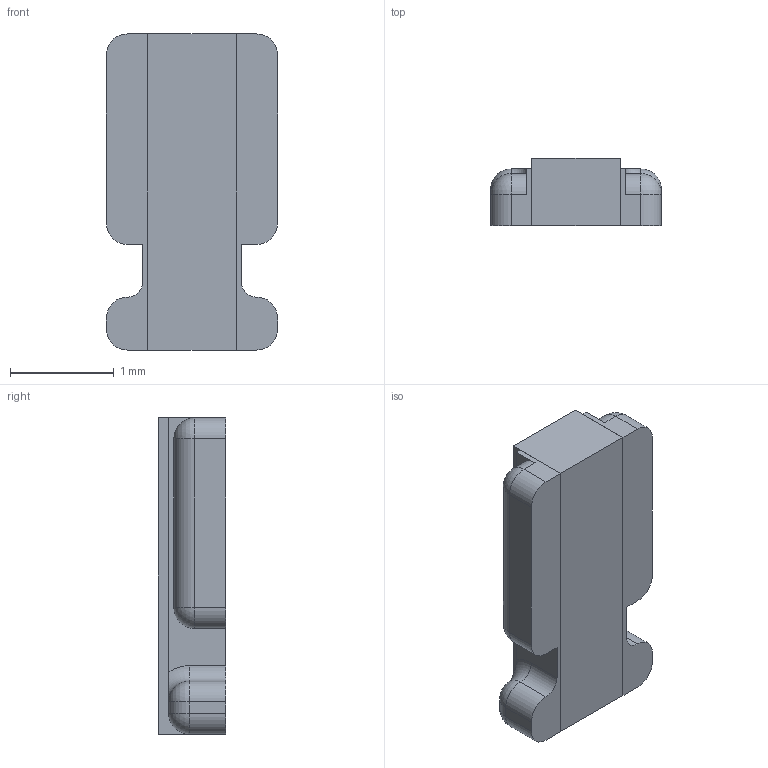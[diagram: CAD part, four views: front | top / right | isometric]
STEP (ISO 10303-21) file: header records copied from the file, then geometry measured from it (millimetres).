
FILE_DESCRIPTION (( 'STEP AP214' ), '1' );
FILE_NAME ('cst0612.STEP', '2020-08-24T20:30:32', ( '' ), ( '' ), 'SwSTEP 2.0', 'SolidWorks 2019', '' );
FILE_SCHEMA (( 'AUTOMOTIVE_DESIGN' ));
Length unit declared in the file: millimetre
Products named in the file (1): cst0612
Bounding box: 1.65 x 0.65 x 3.05 mm (x, y, z)
Volume: 2.7 mm3; surface area: 21.5 mm2
Topology: 3 solids, 3 shells, 56 faces, 134 edges, 76 vertices
Faces by surface type: plane 26, cylinder 20, sphere 8, torus 2
Entity records: 1600 total; most frequent: DIRECTION 282, CARTESIAN_POINT 269, ORIENTED_EDGE 252, EDGE_CURVE 126, AXIS2_PLACEMENT_3D 101, VECTOR 80, LINE 80, VERTEX_POINT 76
